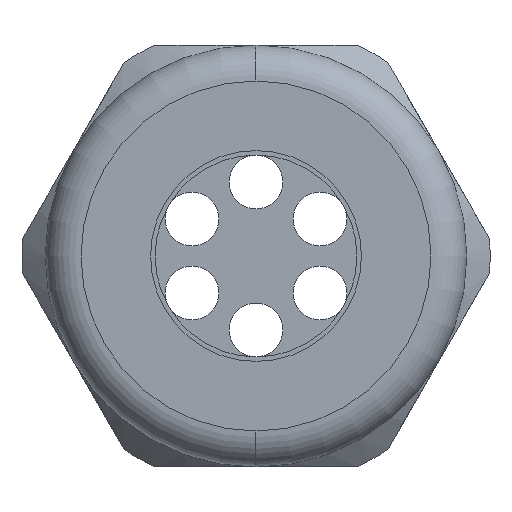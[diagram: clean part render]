
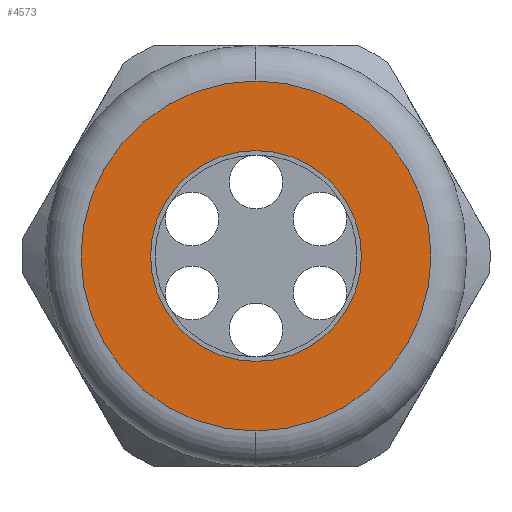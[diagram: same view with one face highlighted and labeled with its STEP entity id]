
A CAD part, left-side view. The second image highlights one B-rep face of the part: STEP entity #4573.
In plain terms, the highlighted planar face has unit normal (-1, 0, 0).
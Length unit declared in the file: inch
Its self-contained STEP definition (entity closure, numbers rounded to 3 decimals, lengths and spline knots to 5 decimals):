
#988 = CARTESIAN_POINT ( 'NONE',  ( -1.41, 0., 0.39 ) ) ;
#989 = DIRECTION ( 'NONE',  ( 0., 0., 1. ) ) ;
#990 = DIRECTION ( 'NONE',  ( -1., 0., 0. ) ) ;
#991 = CARTESIAN_POINT ( 'NONE',  ( -1.41, 0., 0. ) ) ;
#992 = AXIS2_PLACEMENT_3D ( 'NONE', #991, #990, #989 ) ;
#993 = CIRCLE ( 'NONE', #992, 0.39 ) ;
#994 = CARTESIAN_POINT ( 'NONE',  ( -1.41, 0., -0.39 ) ) ;
#1069 = CARTESIAN_POINT ( 'NONE',  ( -1.41, 0., -0.235 ) ) ;
#1080 = DIRECTION ( 'NONE',  ( 1., 0., 0. ) ) ;
#1081 = AXIS2_PLACEMENT_3D ( 'NONE', #1088, #1080, #1142 ) ;
#1082 = CIRCLE ( 'NONE', #1081, 0.235 ) ;
#1088 = CARTESIAN_POINT ( 'NONE',  ( -1.41, 0., 0. ) ) ;
#1141 = CARTESIAN_POINT ( 'NONE',  ( -1.41, 0., 0.235 ) ) ;
#1142 = DIRECTION ( 'NONE',  ( 0., 0., -1. ) ) ;
#2167 = DIRECTION ( 'NONE',  ( 0., 0., -1. ) ) ;
#2168 = DIRECTION ( 'NONE',  ( 1., 0., 0. ) ) ;
#2169 = CARTESIAN_POINT ( 'NONE',  ( -1.41, 0., 0. ) ) ;
#2170 = AXIS2_PLACEMENT_3D ( 'NONE', #2169, #2168, #2167 ) ;
#2171 = CIRCLE ( 'NONE', #2170, 0.235 ) ;
#2173 = DIRECTION ( 'NONE',  ( 0., 0., 1. ) ) ;
#2174 = DIRECTION ( 'NONE',  ( -1., 0., 0. ) ) ;
#2175 = CARTESIAN_POINT ( 'NONE',  ( -1.41, 0., 0. ) ) ;
#2176 = AXIS2_PLACEMENT_3D ( 'NONE', #2175, #2174, #2173 ) ;
#2177 = CIRCLE ( 'NONE', #2176, 0.39 ) ;
#2200 = FACE_BOUND ( 'NONE', #4553, .T. ) ;
#2201 = FACE_OUTER_BOUND ( 'NONE', #4574, .T. ) ;
#2258 = DIRECTION ( 'NONE',  ( 0., 0., 1. ) ) ;
#2259 = DIRECTION ( 'NONE',  ( -1., 0., 0. ) ) ;
#2260 = CARTESIAN_POINT ( 'NONE',  ( -1.41, 0.47, 0. ) ) ;
#2261 = AXIS2_PLACEMENT_3D ( 'NONE', #2260, #2259, #2258 ) ;
#2262 = PLANE ( 'NONE',  #2261 ) ;
#3959 = VERTEX_POINT ( 'NONE', #994 ) ;
#3961 = EDGE_CURVE ( 'NONE', #3962, #3959, #993, .T. ) ;
#3962 = VERTEX_POINT ( 'NONE', #988 ) ;
#3990 = VERTEX_POINT ( 'NONE', #1069 ) ;
#4017 = EDGE_CURVE ( 'NONE', #4018, #3990, #1082, .T. ) ;
#4018 = VERTEX_POINT ( 'NONE', #1141 ) ;
#4550 = ORIENTED_EDGE ( 'NONE', *, *, #3961, .T. ) ;
#4551 = ORIENTED_EDGE ( 'NONE', *, *, #4552, .T. ) ;
#4552 = EDGE_CURVE ( 'NONE', #3959, #3962, #2177, .T. ) ;
#4553 = EDGE_LOOP ( 'NONE', ( #4554, #4556 ) ) ;
#4554 = ORIENTED_EDGE ( 'NONE', *, *, #4555, .T. ) ;
#4555 = EDGE_CURVE ( 'NONE', #3990, #4018, #2171, .T. ) ;
#4556 = ORIENTED_EDGE ( 'NONE', *, *, #4017, .T. ) ;
#4573 = ADVANCED_FACE ( 'NONE', ( #2201, #2200 ), #2262, .T. ) ;
#4574 = EDGE_LOOP ( 'NONE', ( #4550, #4551 ) ) ;
